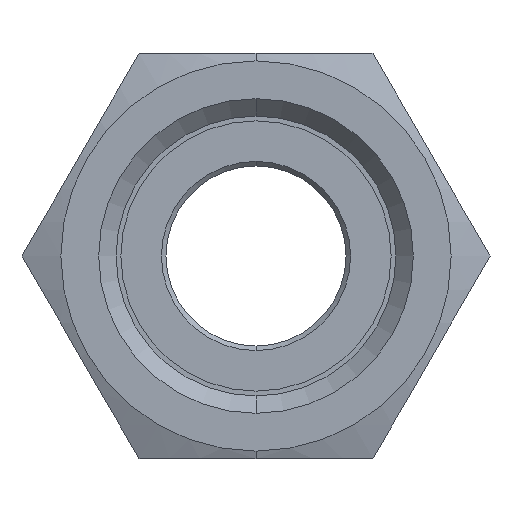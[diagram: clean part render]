
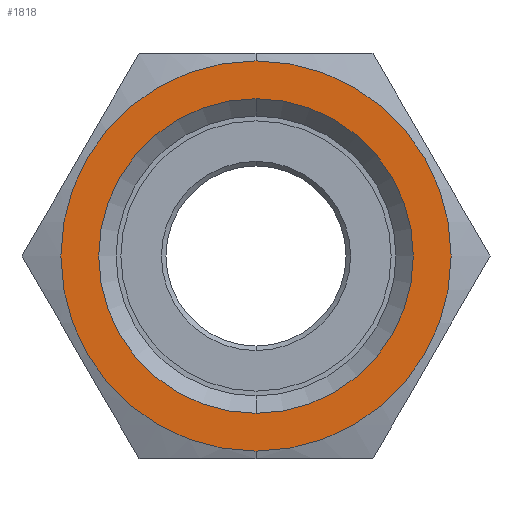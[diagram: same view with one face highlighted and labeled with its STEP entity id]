
A CAD part, left-side view. The second image highlights one B-rep face of the part: STEP entity #1818.
In plain terms, the highlighted planar face has unit normal (-1, 0, 0).
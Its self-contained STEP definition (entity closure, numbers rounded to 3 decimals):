
#88 = DIRECTION ( 'NONE',  ( 0., 0., 1. ) ) ;
#187 = FACE_BOUND ( 'NONE', #4429, .T. ) ;
#297 = VERTEX_POINT ( 'NONE', #14625 ) ;
#443 = AXIS2_PLACEMENT_3D ( 'NONE', #9254, #5526, #15302 ) ;
#688 = DIRECTION ( 'NONE',  ( -1., 0., 0. ) ) ;
#736 = CARTESIAN_POINT ( 'NONE',  ( -57., 0., 0. ) ) ;
#759 = EDGE_CURVE ( 'NONE', #297, #5466, #9160, .T. ) ;
#1358 = ORIENTED_EDGE ( 'NONE', *, *, #14260, .F. ) ;
#1818 = ADVANCED_FACE ( 'NONE', ( #187, #10611 ), #6883, .F. ) ;
#2081 = AXIS2_PLACEMENT_3D ( 'NONE', #736, #688, #4212 ) ;
#2327 = ORIENTED_EDGE ( 'NONE', *, *, #759, .T. ) ;
#3577 = CIRCLE ( 'NONE', #11863, 10.48 ) ;
#3821 = DIRECTION ( 'NONE',  ( 0., 0., 1. ) ) ;
#3982 = DIRECTION ( 'NONE',  ( -1., 0., 0. ) ) ;
#4068 = CARTESIAN_POINT ( 'NONE',  ( -57., 0., -10.48 ) ) ;
#4212 = DIRECTION ( 'NONE',  ( 0., 0., 1. ) ) ;
#4225 = EDGE_CURVE ( 'NONE', #5466, #297, #4819, .T. ) ;
#4389 = VERTEX_POINT ( 'NONE', #6422 ) ;
#4429 = EDGE_LOOP ( 'NONE', ( #7992, #1358 ) ) ;
#4819 = CIRCLE ( 'NONE', #2081, 13. ) ;
#5466 = VERTEX_POINT ( 'NONE', #11771 ) ;
#5526 = DIRECTION ( 'NONE',  ( 1., 0., 0. ) ) ;
#6038 = CARTESIAN_POINT ( 'NONE',  ( -57., 0., 0. ) ) ;
#6061 = EDGE_CURVE ( 'NONE', #4389, #7403, #11716, .T. ) ;
#6422 = CARTESIAN_POINT ( 'NONE',  ( -57., 0., 10.48 ) ) ;
#6883 = PLANE ( 'NONE',  #443 ) ;
#7226 = DIRECTION ( 'NONE',  ( -1., 0., 0. ) ) ;
#7403 = VERTEX_POINT ( 'NONE', #4068 ) ;
#7652 = ORIENTED_EDGE ( 'NONE', *, *, #4225, .T. ) ;
#7992 = ORIENTED_EDGE ( 'NONE', *, *, #6061, .F. ) ;
#8347 = DIRECTION ( 'NONE',  ( -1., 0., 0. ) ) ;
#8760 = DIRECTION ( 'NONE',  ( 0., 0., 1. ) ) ;
#9160 = CIRCLE ( 'NONE', #14503, 13. ) ;
#9254 = CARTESIAN_POINT ( 'NONE',  ( -57., 13., 0. ) ) ;
#10611 = FACE_OUTER_BOUND ( 'NONE', #13243, .T. ) ;
#11716 = CIRCLE ( 'NONE', #15682, 10.48 ) ;
#11771 = CARTESIAN_POINT ( 'NONE',  ( -57., 0., 13. ) ) ;
#11863 = AXIS2_PLACEMENT_3D ( 'NONE', #6038, #3982, #3821 ) ;
#12065 = CARTESIAN_POINT ( 'NONE',  ( -57., 0., 0. ) ) ;
#13146 = CARTESIAN_POINT ( 'NONE',  ( -57., 0., 0. ) ) ;
#13243 = EDGE_LOOP ( 'NONE', ( #2327, #7652 ) ) ;
#14260 = EDGE_CURVE ( 'NONE', #7403, #4389, #3577, .T. ) ;
#14503 = AXIS2_PLACEMENT_3D ( 'NONE', #13146, #8347, #8760 ) ;
#14625 = CARTESIAN_POINT ( 'NONE',  ( -57., 0., -13. ) ) ;
#15302 = DIRECTION ( 'NONE',  ( 0., 0., -1. ) ) ;
#15682 = AXIS2_PLACEMENT_3D ( 'NONE', #12065, #7226, #88 ) ;
